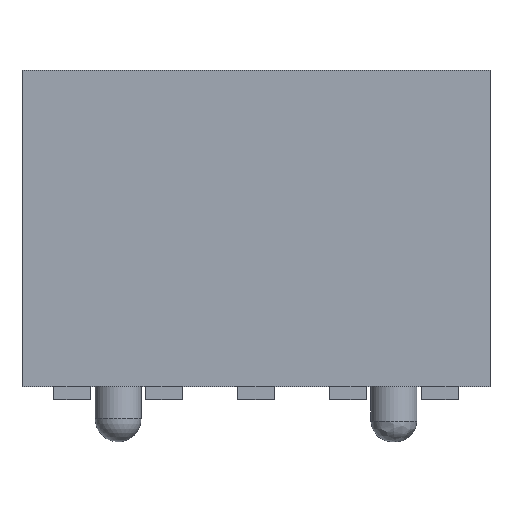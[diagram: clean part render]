
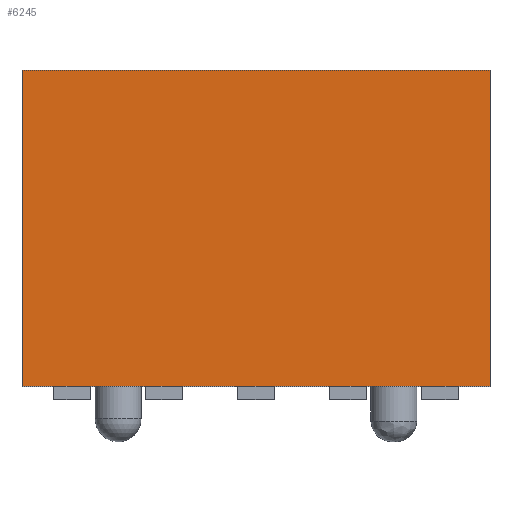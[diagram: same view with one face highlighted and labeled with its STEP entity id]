
A CAD part, top view. The second image highlights one B-rep face of the part: STEP entity #6245.
In plain terms, the highlighted planar face has unit normal (0, 0, 1).
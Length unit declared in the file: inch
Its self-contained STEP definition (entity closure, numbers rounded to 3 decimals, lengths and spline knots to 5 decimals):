
#83=PLANE('',#6588);
#367=FACE_OUTER_BOUND('',#680,.T.);
#680=EDGE_LOOP('',(#4179,#4180,#4181,#4182));
#1049=LINE('',#8581,#1855);
#1058=LINE('',#8599,#1864);
#1059=LINE('',#8601,#1865);
#1060=LINE('',#8602,#1866);
#1855=VECTOR('',#6984,39.37008);
#1864=VECTOR('',#6997,39.37008);
#1865=VECTOR('',#6998,39.37008);
#1866=VECTOR('',#6999,39.37008);
#2727=VERTEX_POINT('',#8578);
#2728=VERTEX_POINT('',#8580);
#2735=VERTEX_POINT('',#8598);
#2736=VERTEX_POINT('',#8600);
#3296=EDGE_CURVE('',#2728,#2727,#1049,.T.);
#3305=EDGE_CURVE('',#2727,#2735,#1058,.T.);
#3306=EDGE_CURVE('',#2736,#2735,#1059,.T.);
#3307=EDGE_CURVE('',#2728,#2736,#1060,.T.);
#4179=ORIENTED_EDGE('',*,*,#3305,.T.);
#4180=ORIENTED_EDGE('',*,*,#3306,.F.);
#4181=ORIENTED_EDGE('',*,*,#3307,.F.);
#4182=ORIENTED_EDGE('',*,*,#3296,.T.);
#6245=ADVANCED_FACE('',(#367),#83,.F.);
#6588=AXIS2_PLACEMENT_3D('',#8597,#6995,#6996);
#6984=DIRECTION('',(0.,-1.,0.));
#6995=DIRECTION('center_axis',(0.,0.,-1.));
#6996=DIRECTION('ref_axis',(-1.,0.,0.));
#6997=DIRECTION('',(1.,0.,0.));
#6998=DIRECTION('',(0.,-1.,0.));
#6999=DIRECTION('',(1.,0.,0.));
#8578=CARTESIAN_POINT('',(-0.12725,0.,0.0655));
#8580=CARTESIAN_POINT('',(-0.12725,0.172,0.0655));
#8581=CARTESIAN_POINT('',(-0.12725,0.172,0.0655));
#8597=CARTESIAN_POINT('Origin',(-0.12725,0.172,0.0655));
#8598=CARTESIAN_POINT('',(0.12725,0.,0.0655));
#8599=CARTESIAN_POINT('',(-0.12725,0.,0.0655));
#8600=CARTESIAN_POINT('',(0.12725,0.172,0.0655));
#8601=CARTESIAN_POINT('',(0.12725,0.172,0.0655));
#8602=CARTESIAN_POINT('',(-0.12725,0.172,0.0655));
